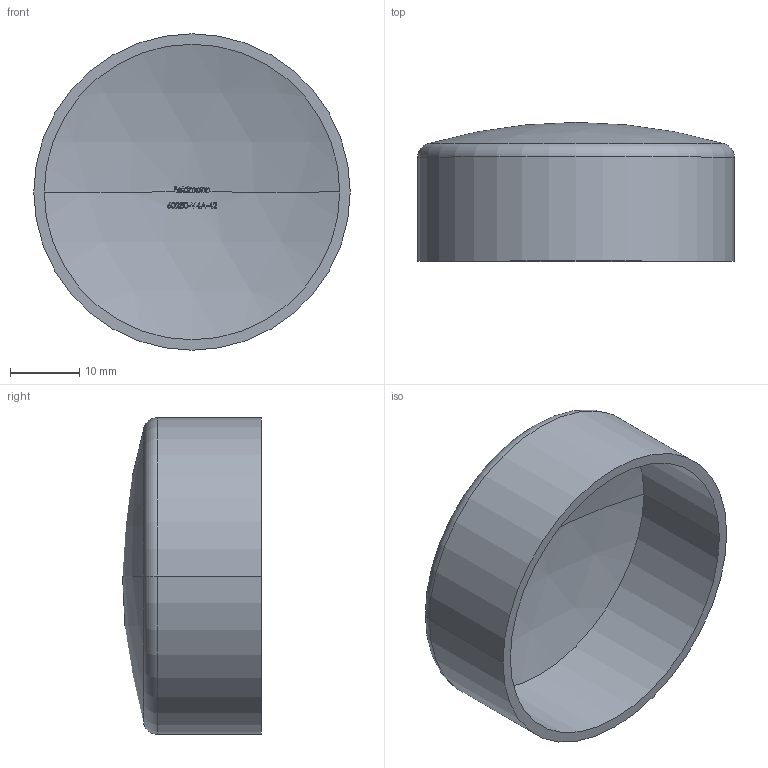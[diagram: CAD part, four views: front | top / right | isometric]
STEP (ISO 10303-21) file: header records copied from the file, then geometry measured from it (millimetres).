
FILE_DESCRIPTION (( 'STEP AP203' ), '1' );
FILE_NAME ('60280-V4A-42.STEP', '2018-06-18T12:59:27', ( '' ), ( '' ), 'SwSTEP 2.0', 'SolidWorks 2015', '' );
FILE_SCHEMA (( 'CONFIG_CONTROL_DESIGN' ));
Length unit declared in the file: millimetre
Products named in the file (1): 60280-V4A-42
Bounding box: 45.6 x 20 x 45.6 mm (x, y, z)
Volume: 5596.6 mm3; surface area: 7700.5 mm2
Topology: 1 solids, 1 shells, 276 faces, 724 edges, 474 vertices
Faces by surface type: plane 122, bspline 104, sphere 44, cylinder 4, torus 2
Entity records: 12834 total; most frequent: CARTESIAN_POINT 6429, ORIENTED_EDGE 1448, DIRECTION 1125, EDGE_CURVE 724, VERTEX_POINT 474, AXIS2_PLACEMENT_3D 448, EDGE_LOOP 300, ADVANCED_FACE 276
